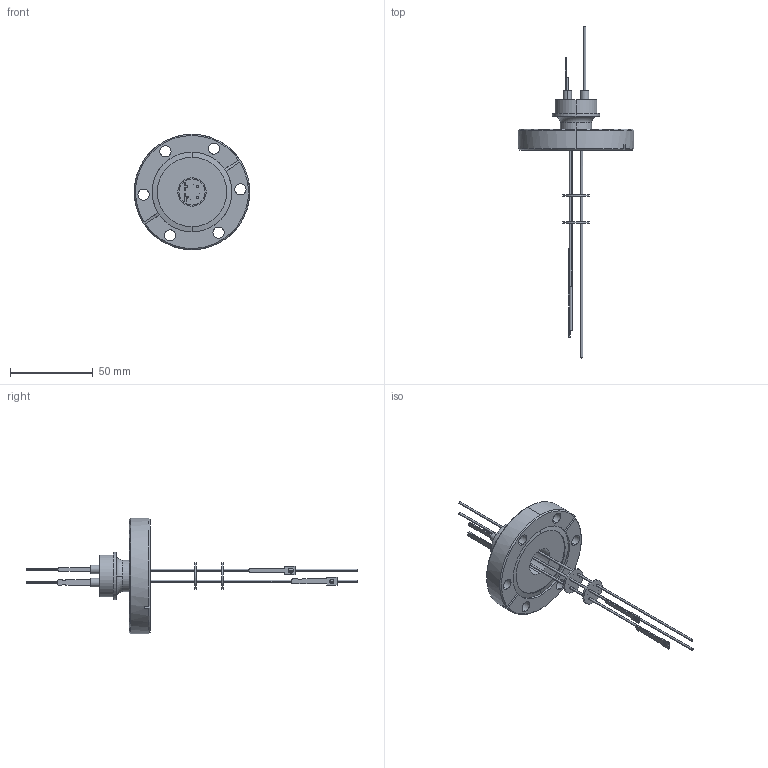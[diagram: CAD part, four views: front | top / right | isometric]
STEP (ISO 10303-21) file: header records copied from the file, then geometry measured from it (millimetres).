
FILE_DESCRIPTION (( 'STEP AP203' ), '1' );
FILE_NAME ('A2267-4-CF.STEP', '2013-04-09T17:41:58', ( '' ), ( '' ), 'SwSTEP 2.0', 'SolidWorks 2012', '' );
FILE_SCHEMA (( 'CONFIG_CONTROL_DESIGN' ));
Length unit declared in the file: inch
Products named in the file (1): A2267-4-CF
Bounding box: 69.85 x 200.85 x 69.85 mm (x, y, z)
Volume: 45327.6 mm3; surface area: 20699.9 mm2
Topology: 1 solids, 1 shells, 230 faces, 597 edges, 395 vertices
Faces by surface type: cylinder 134, plane 69, torus 12, bspline 8, cone 7
Entity records: 11084 total; most frequent: CARTESIAN_POINT 5055, DIRECTION 1323, ORIENTED_EDGE 1194, EDGE_CURVE 597, AXIS2_PLACEMENT_3D 537, VERTEX_POINT 395, CIRCLE 314, EDGE_LOOP 300
